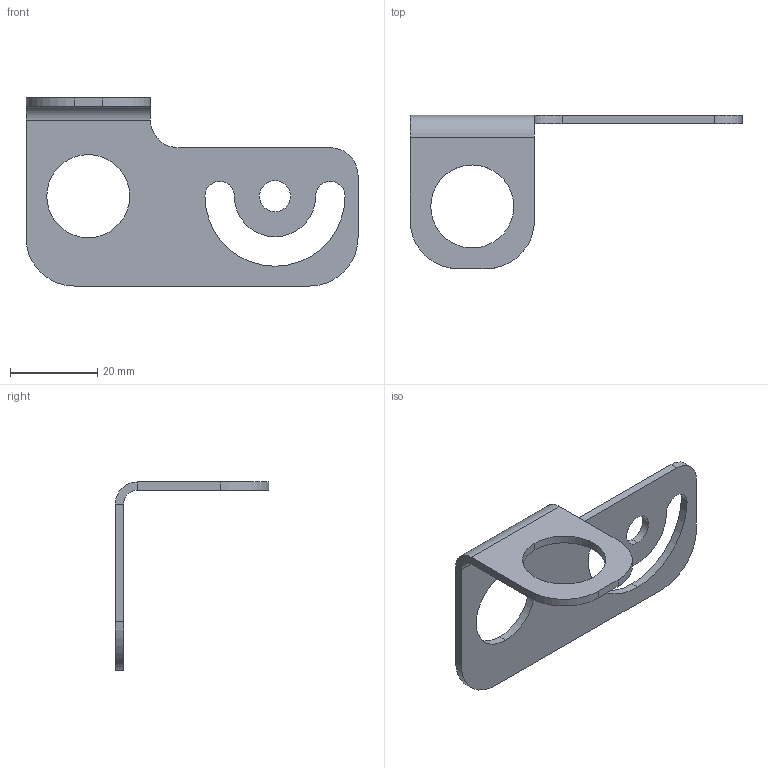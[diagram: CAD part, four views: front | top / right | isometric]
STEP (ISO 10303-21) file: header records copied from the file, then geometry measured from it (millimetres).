
FILE_DESCRIPTION (( 'STEP AP214' ), '1' );
FILE_NAME ('SLM-SB-18.STEP', '2023-12-13T19:40:51', ( '' ), ( '' ), 'SwSTEP 2.0', 'SolidWorks 2023', '' );
FILE_SCHEMA (( 'AUTOMOTIVE_DESIGN' ));
Length unit declared in the file: inch
Products named in the file (1): SLM-SB-18
Bounding box: 76.2 x 35.23 x 43.17 mm (x, y, z)
Volume: 4983 mm3; surface area: 6240.2 mm2
Topology: 1 solids, 1 shells, 109 faces, 1086 edges, 1055 vertices
Faces by surface type: plane 89, cylinder 20
Entity records: 12029 total; most frequent: CARTESIAN_POINT 3607, ORIENTED_EDGE 2172, DIRECTION 1269, EDGE_CURVE 1086, VERTEX_POINT 1055, LINE 969, VECTOR 969, EDGE_LOOP 193
